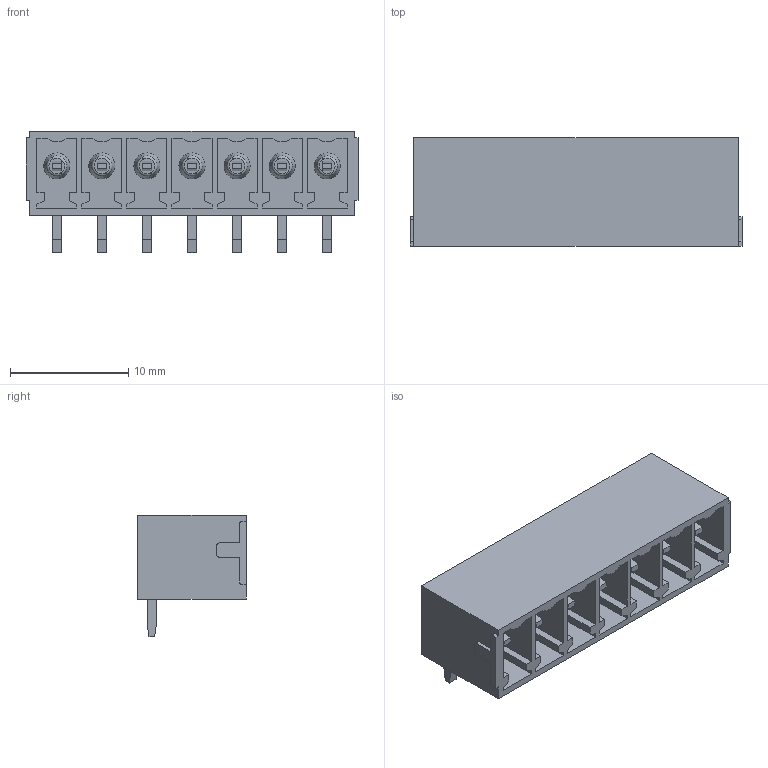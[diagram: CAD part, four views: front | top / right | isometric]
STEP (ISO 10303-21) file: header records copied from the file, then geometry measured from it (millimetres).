
FILE_DESCRIPTION(('CATIA V5 STEP Exchange','CAx-IF Rec.Pracs.--- Model Styling and Organization---1.2---2011-12-15'),'2;1');
FILE_NAME ('D1447368_0_1036540000_1036540000.stp','2018-10-12T06:28:58+00:00',('none'),('Weidmueller'),'CATIA Version 5-6 Release 2014','CATIA V5 STEP AP214','none');
FILE_SCHEMA(('AUTOMOTIVE_DESIGN { 1 0 10303 214 1 1 1 1 }'));
Length unit declared in the file: millimetre
Products named in the file (1): 1036540000
Bounding box: 28.06 x 9.2 x 10.3 mm (x, y, z)
Volume: 780.1 mm3; surface area: 2657 mm2
Topology: 8 solids, 8 shells, 482 faces, 1356 edges, 904 vertices
Faces by surface type: plane 432, cylinder 22, cone 14, torus 14
Entity records: 13925 total; most frequent: ORIENTED_EDGE 2712, CARTESIAN_POINT 2474, DIRECTION 1782, EDGE_CURVE 1356, VECTOR 1256, LINE 1256, VERTEX_POINT 904, EDGE_LOOP 510
